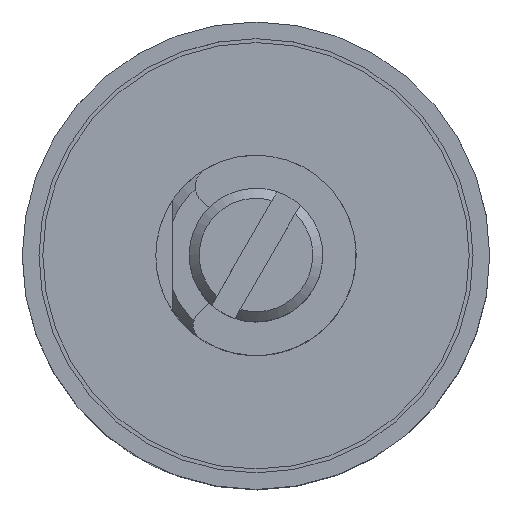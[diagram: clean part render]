
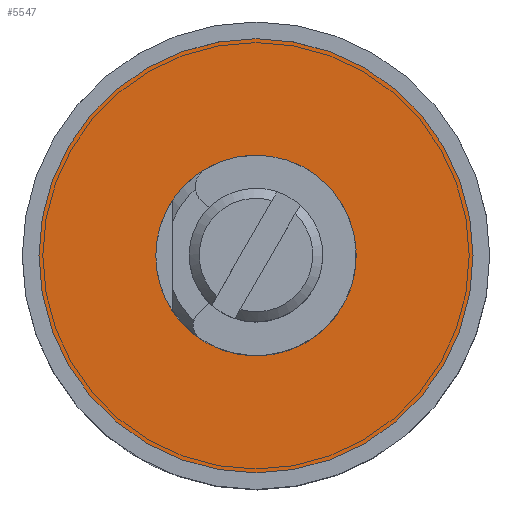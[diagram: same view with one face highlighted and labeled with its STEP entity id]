
A CAD part, top view. The second image highlights one B-rep face of the part: STEP entity #5547.
In plain terms, the highlighted planar face has unit normal (0, 0, 1).
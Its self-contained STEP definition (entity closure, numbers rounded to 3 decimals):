
#106 = CARTESIAN_POINT ( 'NONE',  ( 6.5, 0., 0.5 ) ) ;
#848 = AXIS2_PLACEMENT_3D ( 'NONE', #3694, #7196, #4441 ) ;
#1838 = VERTEX_POINT ( 'NONE', #8019 ) ;
#2176 = EDGE_LOOP ( 'NONE', ( #3424 ) ) ;
#2200 = DIRECTION ( 'NONE',  ( 1., 0., 0. ) ) ;
#2228 = PLANE ( 'NONE',  #848 ) ;
#3101 = EDGE_LOOP ( 'NONE', ( #5406 ) ) ;
#3424 = ORIENTED_EDGE ( 'NONE', *, *, #8965, .T. ) ;
#3526 = DIRECTION ( 'NONE',  ( -1., 0., 0. ) ) ;
#3694 = CARTESIAN_POINT ( 'NONE',  ( 3., 0., 0.5 ) ) ;
#4164 = CIRCLE ( 'NONE', #4900, 6.5 ) ;
#4207 = CARTESIAN_POINT ( 'NONE',  ( 0., 0., 0.5 ) ) ;
#4441 = DIRECTION ( 'NONE',  ( 1., 0., 0. ) ) ;
#4900 = AXIS2_PLACEMENT_3D ( 'NONE', #5497, #6412, #2200 ) ;
#4908 = CIRCLE ( 'NONE', #6451, 3. ) ;
#5351 = VERTEX_POINT ( 'NONE', #106 ) ;
#5406 = ORIENTED_EDGE ( 'NONE', *, *, #6904, .T. ) ;
#5497 = CARTESIAN_POINT ( 'NONE',  ( 0., 0., 0.5 ) ) ;
#5547 = ADVANCED_FACE ( 'NONE', ( #7656, #6651 ), #2228, .T. ) ;
#6412 = DIRECTION ( 'NONE',  ( 0., 0., 1. ) ) ;
#6451 = AXIS2_PLACEMENT_3D ( 'NONE', #4207, #7030, #3526 ) ;
#6651 = FACE_OUTER_BOUND ( 'NONE', #3101, .T. ) ;
#6904 = EDGE_CURVE ( 'NONE', #5351, #5351, #4164, .T. ) ;
#7030 = DIRECTION ( 'NONE',  ( 0., 0., -1. ) ) ;
#7196 = DIRECTION ( 'NONE',  ( 0., 0., 1. ) ) ;
#7656 = FACE_BOUND ( 'NONE', #2176, .T. ) ;
#8019 = CARTESIAN_POINT ( 'NONE',  ( -3., 0., 0.5 ) ) ;
#8965 = EDGE_CURVE ( 'NONE', #1838, #1838, #4908, .T. ) ;
